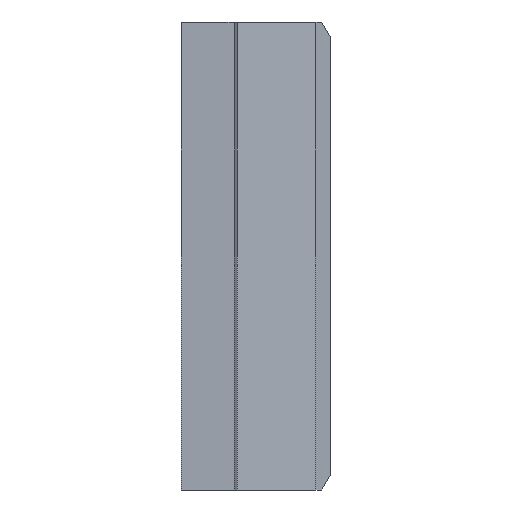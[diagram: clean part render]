
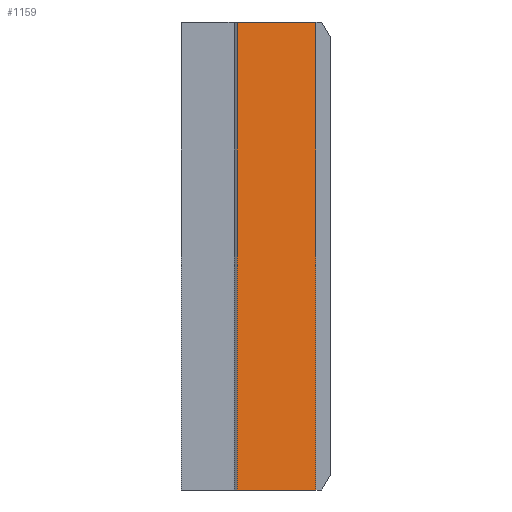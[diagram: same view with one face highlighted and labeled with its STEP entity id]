
A CAD part, left-side view. The second image highlights one B-rep face of the part: STEP entity #1159.
In plain terms, the highlighted planar face has unit normal (-0.763, -0.647, 0).
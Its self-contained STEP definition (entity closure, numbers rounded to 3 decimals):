
#16 = EDGE_CURVE ( 'NONE', #2253, #1688, #2660, .T. ) ;
#35 = EDGE_LOOP ( 'NONE', ( #109, #2683, #2535, #152 ) ) ;
#109 = ORIENTED_EDGE ( 'NONE', *, *, #2571, .F. ) ;
#152 = ORIENTED_EDGE ( 'NONE', *, *, #16, .T. ) ;
#440 = LINE ( 'NONE', #2553, #3205 ) ;
#506 = FACE_OUTER_BOUND ( 'NONE', #35, .T. ) ;
#509 = CARTESIAN_POINT ( 'NONE',  ( -22., -2.49, 20. ) ) ;
#599 = CARTESIAN_POINT ( 'NONE',  ( -22., -2.49, -20. ) ) ;
#701 = CARTESIAN_POINT ( 'NONE',  ( -27.692, 4.225, -18.3 ) ) ;
#760 = DIRECTION ( 'NONE',  ( 0., 0., -1. ) ) ;
#833 = DIRECTION ( 'NONE',  ( -0.763, -0.647, 0. ) ) ;
#839 = DIRECTION ( 'NONE',  ( 0., 0., -1. ) ) ;
#910 = CARTESIAN_POINT ( 'NONE',  ( -22., -2.49, -18.3 ) ) ;
#956 = CARTESIAN_POINT ( 'NONE',  ( -27.692, 4.225, 20. ) ) ;
#965 = VECTOR ( 'NONE', #839, 1000. ) ;
#1001 = LINE ( 'NONE', #1346, #1703 ) ;
#1031 = DIRECTION ( 'NONE',  ( -0.647, 0.763, 0. ) ) ;
#1073 = CARTESIAN_POINT ( 'NONE',  ( -27.692, 4.225, -18.3 ) ) ;
#1159 = ADVANCED_FACE ( 'NONE', ( #506 ), #2879, .T. ) ;
#1169 = CARTESIAN_POINT ( 'NONE',  ( -27.692, 4.225, -20. ) ) ;
#1346 = CARTESIAN_POINT ( 'NONE',  ( -27.692, 4.225, 20. ) ) ;
#1605 = EDGE_CURVE ( 'NONE', #2190, #1887, #2902, .T. ) ;
#1688 = VERTEX_POINT ( 'NONE', #1169 ) ;
#1703 = VECTOR ( 'NONE', #2782, 1000. ) ;
#1720 = AXIS2_PLACEMENT_3D ( 'NONE', #701, #833, #3113 ) ;
#1887 = VERTEX_POINT ( 'NONE', #599 ) ;
#2190 = VERTEX_POINT ( 'NONE', #509 ) ;
#2253 = VERTEX_POINT ( 'NONE', #956 ) ;
#2449 = EDGE_CURVE ( 'NONE', #2190, #2253, #1001, .T. ) ;
#2535 = ORIENTED_EDGE ( 'NONE', *, *, #2449, .T. ) ;
#2553 = CARTESIAN_POINT ( 'NONE',  ( -27.692, 4.225, -20. ) ) ;
#2571 = EDGE_CURVE ( 'NONE', #1887, #1688, #440, .T. ) ;
#2660 = LINE ( 'NONE', #1073, #965 ) ;
#2683 = ORIENTED_EDGE ( 'NONE', *, *, #1605, .F. ) ;
#2782 = DIRECTION ( 'NONE',  ( -0.647, 0.763, 0. ) ) ;
#2879 = PLANE ( 'NONE',  #1720 ) ;
#2902 = LINE ( 'NONE', #910, #3169 ) ;
#3113 = DIRECTION ( 'NONE',  ( 0.647, -0.763, 0. ) ) ;
#3169 = VECTOR ( 'NONE', #760, 1000. ) ;
#3205 = VECTOR ( 'NONE', #1031, 1000. ) ;
